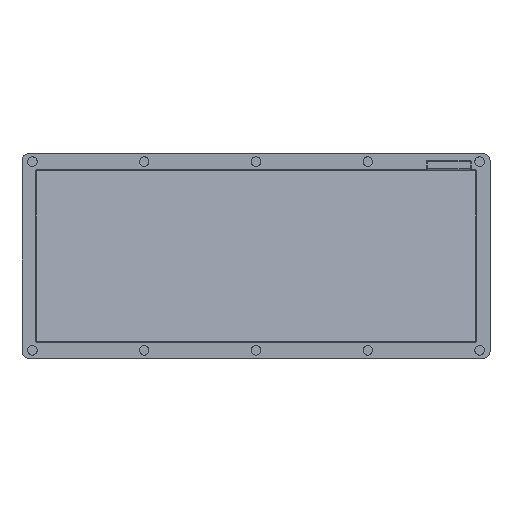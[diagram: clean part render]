
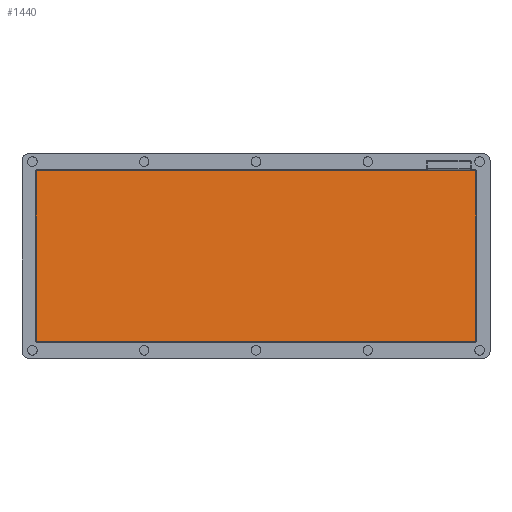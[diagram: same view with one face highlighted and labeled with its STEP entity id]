
A CAD part, top view. The second image highlights one B-rep face of the part: STEP entity #1440.
In plain terms, the highlighted planar face has unit normal (0, 0.083, 0.997).
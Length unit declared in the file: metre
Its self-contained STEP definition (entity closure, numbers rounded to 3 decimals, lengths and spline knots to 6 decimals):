
#44=ELLIPSE('',#1625,0.000502,0.0005);
#45=ELLIPSE('',#1626,0.000502,0.0005);
#46=ELLIPSE('',#1627,0.000502,0.0005);
#47=ELLIPSE('',#1628,0.000502,0.0005);
#416=ORIENTED_EDGE('',*,*,#729,.T.);
#417=ORIENTED_EDGE('',*,*,#730,.T.);
#418=ORIENTED_EDGE('',*,*,#731,.T.);
#419=ORIENTED_EDGE('',*,*,#732,.T.);
#420=ORIENTED_EDGE('',*,*,#733,.T.);
#421=ORIENTED_EDGE('',*,*,#734,.T.);
#422=ORIENTED_EDGE('',*,*,#735,.T.);
#423=ORIENTED_EDGE('',*,*,#736,.T.);
#729=EDGE_CURVE('',#895,#896,#985,.F.);
#730=EDGE_CURVE('',#896,#897,#44,.F.);
#731=EDGE_CURVE('',#897,#898,#986,.T.);
#732=EDGE_CURVE('',#898,#899,#45,.F.);
#733=EDGE_CURVE('',#899,#900,#987,.T.);
#734=EDGE_CURVE('',#900,#901,#46,.F.);
#735=EDGE_CURVE('',#901,#902,#988,.F.);
#736=EDGE_CURVE('',#902,#895,#47,.F.);
#895=VERTEX_POINT('',#2505);
#896=VERTEX_POINT('',#2506);
#897=VERTEX_POINT('',#2508);
#898=VERTEX_POINT('',#2510);
#899=VERTEX_POINT('',#2512);
#900=VERTEX_POINT('',#2514);
#901=VERTEX_POINT('',#2516);
#902=VERTEX_POINT('',#2518);
#985=LINE('',#2504,#1071);
#986=LINE('',#2509,#1072);
#987=LINE('',#2513,#1073);
#988=LINE('',#2517,#1074);
#1071=VECTOR('',#2025,1.);
#1072=VECTOR('',#2028,1.);
#1073=VECTOR('',#2031,1.);
#1074=VECTOR('',#2034,1.);
#1170=EDGE_LOOP('',(#416,#417,#418,#419,#420,#421,#422,#423));
#1301=FACE_BOUND('',#1170,.T.);
#1376=PLANE('',#1624);
#1440=ADVANCED_FACE('',(#1301),#1376,.F.);
#1624=AXIS2_PLACEMENT_3D('',#2503,#2023,#2024);
#1625=AXIS2_PLACEMENT_3D('',#2507,#2026,#2027);
#1626=AXIS2_PLACEMENT_3D('',#2511,#2029,#2030);
#1627=AXIS2_PLACEMENT_3D('',#2515,#2032,#2033);
#1628=AXIS2_PLACEMENT_3D('',#2519,#2035,#2036);
#2023=DIRECTION('',(0.,-0.083,-0.997));
#2024=DIRECTION('',(1.,0.,0.));
#2025=DIRECTION('',(1.,0.,0.));
#2026=DIRECTION('',(0.,-0.083,-0.997));
#2027=DIRECTION('',(0.,-0.997,0.083));
#2028=DIRECTION('',(0.,-0.997,0.083));
#2029=DIRECTION('',(0.,-0.083,-0.997));
#2030=DIRECTION('',(0.,-0.997,0.083));
#2031=DIRECTION('',(1.,0.,0.));
#2032=DIRECTION('',(0.,-0.083,-0.997));
#2033=DIRECTION('',(0.,-0.997,0.083));
#2034=DIRECTION('',(0.,-0.997,0.083));
#2035=DIRECTION('',(0.,-0.083,-0.997));
#2036=DIRECTION('',(0.,-0.997,0.083));
#2503=CARTESIAN_POINT('',(0.,-0.002503,-0.010829));
#2504=CARTESIAN_POINT('',(0.,0.038134,-0.014205));
#2505=CARTESIAN_POINT('',(0.09775,0.038134,-0.014205));
#2506=CARTESIAN_POINT('',(-0.09775,0.038134,-0.014205));
#2507=CARTESIAN_POINT('',(-0.09775,0.037634,-0.014164));
#2508=CARTESIAN_POINT('',(-0.09825,0.037634,-0.014164));
#2509=CARTESIAN_POINT('',(-0.09825,-0.037675,-0.007906));
#2510=CARTESIAN_POINT('',(-0.09825,-0.037716,-0.007903));
#2511=CARTESIAN_POINT('',(-0.09775,-0.037716,-0.007903));
#2512=CARTESIAN_POINT('',(-0.09775,-0.038216,-0.007861));
#2513=CARTESIAN_POINT('',(0.09775,-0.038216,-0.007861));
#2514=CARTESIAN_POINT('',(0.09775,-0.038216,-0.007861));
#2515=CARTESIAN_POINT('',(0.09775,-0.037716,-0.007903));
#2516=CARTESIAN_POINT('',(0.09825,-0.037716,-0.007903));
#2517=CARTESIAN_POINT('',(0.09825,-0.002503,-0.010829));
#2518=CARTESIAN_POINT('',(0.09825,0.037634,-0.014164));
#2519=CARTESIAN_POINT('',(0.09775,0.037634,-0.014164));
